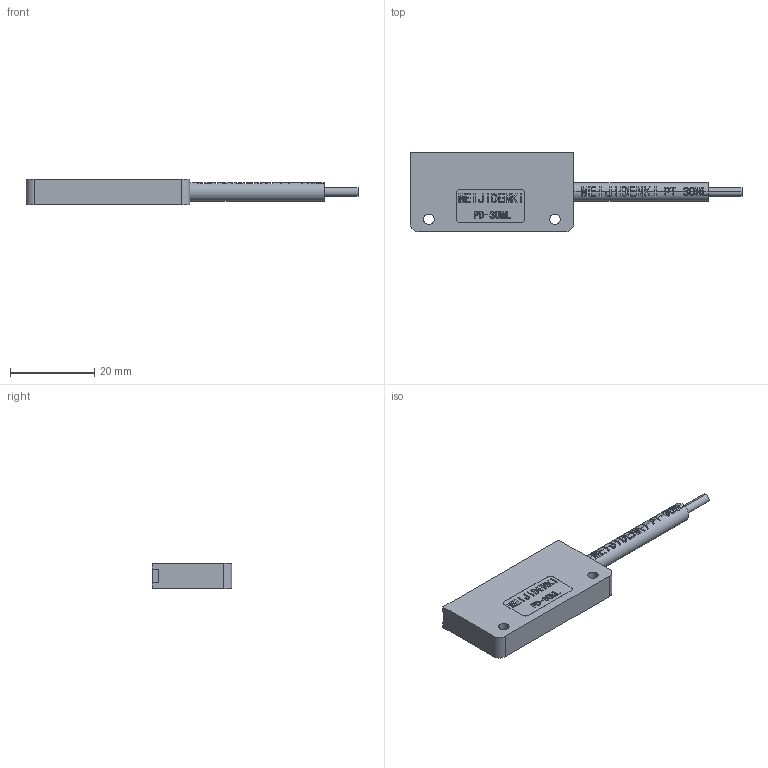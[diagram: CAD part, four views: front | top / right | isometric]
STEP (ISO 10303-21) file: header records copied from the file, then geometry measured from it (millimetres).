
FILE_DESCRIPTION (( 'STEP AP214' ), '1' );
FILE_NAME ('PD-30ML.STEP', '2015-09-24T09:01:59', ( '' ), ( '' ), 'SwSTEP 2.0', 'SolidWorks 2013', '' );
FILE_SCHEMA (( 'AUTOMOTIVE_DESIGN' ));
Length unit declared in the file: millimetre
Products named in the file (1): PD-30ML
Bounding box: 79.01 x 19 x 6 mm (x, y, z)
Volume: 4682.9 mm3; surface area: 3363.7 mm2
Topology: 1 solids, 1 shells, 521 faces, 1332 edges, 888 vertices
Faces by surface type: plane 355, cylinder 122, bspline 44
Entity records: 25491 total; most frequent: CARTESIAN_POINT 7348, ORIENTED_EDGE 2664, DIRECTION 2461, EDGE_CURVE 1332, VECTOR 905, LINE 905, VERTEX_POINT 888, AXIS2_PLACEMENT_3D 778
